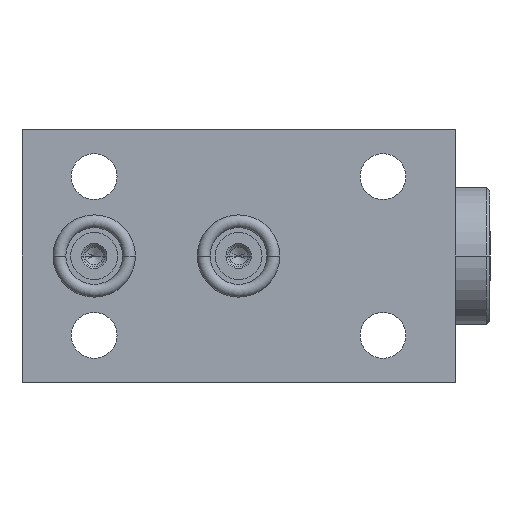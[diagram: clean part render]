
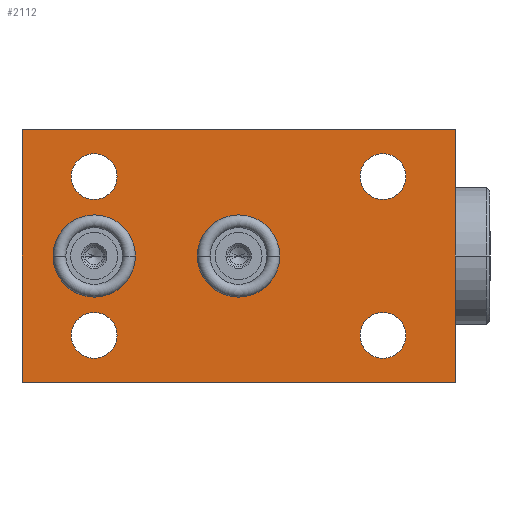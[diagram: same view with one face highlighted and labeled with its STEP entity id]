
A CAD part, front view. The second image highlights one B-rep face of the part: STEP entity #2112.
In plain terms, the highlighted planar face has unit normal (0, -1, 0).
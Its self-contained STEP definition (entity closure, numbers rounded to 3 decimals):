
#488=DIRECTION('',(0.,0.,1.));
#489=VECTOR('',#488,35.);
#490=CARTESIAN_POINT('',(-30.,0.,-17.5));
#491=LINE('',#490,#489);
#492=DIRECTION('',(1.,0.,0.));
#493=VECTOR('',#492,60.);
#494=CARTESIAN_POINT('',(-30.,0.,17.5));
#495=LINE('',#494,#493);
#496=DIRECTION('',(0.,0.,-1.));
#497=VECTOR('',#496,35.);
#498=CARTESIAN_POINT('',(30.,0.,17.5));
#499=LINE('',#498,#497);
#500=DIRECTION('',(-1.,0.,0.));
#501=VECTOR('',#500,60.);
#502=CARTESIAN_POINT('',(30.,0.,-17.5));
#503=LINE('',#502,#501);
#504=CARTESIAN_POINT('',(20.,0.,11.));
#505=DIRECTION('',(0.,-1.,0.));
#506=DIRECTION('',(1.,0.,0.));
#507=AXIS2_PLACEMENT_3D('',#504,#505,#506);
#509=CARTESIAN_POINT('',(20.,0.,11.));
#510=DIRECTION('',(0.,-1.,0.));
#511=DIRECTION('',(-1.,0.,0.));
#512=AXIS2_PLACEMENT_3D('',#509,#510,#511);
#514=CARTESIAN_POINT('',(-20.,0.,11.));
#515=DIRECTION('',(0.,-1.,0.));
#516=DIRECTION('',(1.,0.,0.));
#517=AXIS2_PLACEMENT_3D('',#514,#515,#516);
#519=CARTESIAN_POINT('',(-20.,0.,11.));
#520=DIRECTION('',(0.,-1.,0.));
#521=DIRECTION('',(-1.,0.,0.));
#522=AXIS2_PLACEMENT_3D('',#519,#520,#521);
#524=CARTESIAN_POINT('',(20.,0.,-11.));
#525=DIRECTION('',(0.,-1.,0.));
#526=DIRECTION('',(1.,0.,0.));
#527=AXIS2_PLACEMENT_3D('',#524,#525,#526);
#529=CARTESIAN_POINT('',(20.,0.,-11.));
#530=DIRECTION('',(0.,-1.,0.));
#531=DIRECTION('',(-1.,0.,0.));
#532=AXIS2_PLACEMENT_3D('',#529,#530,#531);
#534=CARTESIAN_POINT('',(-20.,0.,-11.));
#535=DIRECTION('',(0.,-1.,0.));
#536=DIRECTION('',(1.,0.,0.));
#537=AXIS2_PLACEMENT_3D('',#534,#535,#536);
#539=CARTESIAN_POINT('',(-20.,0.,-11.));
#540=DIRECTION('',(0.,-1.,0.));
#541=DIRECTION('',(-1.,0.,0.));
#542=AXIS2_PLACEMENT_3D('',#539,#540,#541);
#544=CARTESIAN_POINT('',(0.,0.,0.));
#545=DIRECTION('',(0.,-1.,0.));
#546=DIRECTION('',(-1.,0.,0.));
#547=AXIS2_PLACEMENT_3D('',#544,#545,#546);
#549=CARTESIAN_POINT('',(0.,0.,0.));
#550=DIRECTION('',(0.,-1.,0.));
#551=DIRECTION('',(1.,0.,0.));
#552=AXIS2_PLACEMENT_3D('',#549,#550,#551);
#554=CARTESIAN_POINT('',(-20.,0.,0.));
#555=DIRECTION('',(0.,-1.,0.));
#556=DIRECTION('',(-1.,0.,0.));
#557=AXIS2_PLACEMENT_3D('',#554,#555,#556);
#559=CARTESIAN_POINT('',(-20.,0.,0.));
#560=DIRECTION('',(0.,-1.,0.));
#561=DIRECTION('',(1.,0.,0.));
#562=AXIS2_PLACEMENT_3D('',#559,#560,#561);
#1329=CARTESIAN_POINT('',(-30.,0.,-17.5));
#1330=CARTESIAN_POINT('',(-30.,0.,17.5));
#1331=VERTEX_POINT('',#1329);
#1332=VERTEX_POINT('',#1330);
#1333=CARTESIAN_POINT('',(30.,0.,17.5));
#1334=VERTEX_POINT('',#1333);
#1335=CARTESIAN_POINT('',(30.,0.,-17.5));
#1336=VERTEX_POINT('',#1335);
#1345=CARTESIAN_POINT('',(23.175,0.,11.));
#1346=CARTESIAN_POINT('',(16.825,0.,11.));
#1347=VERTEX_POINT('',#1345);
#1348=VERTEX_POINT('',#1346);
#1349=CARTESIAN_POINT('',(-16.825,0.,11.));
#1350=CARTESIAN_POINT('',(-23.175,0.,11.));
#1351=VERTEX_POINT('',#1349);
#1352=VERTEX_POINT('',#1350);
#1353=CARTESIAN_POINT('',(23.175,0.,-11.));
#1354=CARTESIAN_POINT('',(16.825,0.,-11.));
#1355=VERTEX_POINT('',#1353);
#1356=VERTEX_POINT('',#1354);
#1357=CARTESIAN_POINT('',(-16.825,0.,-11.));
#1358=CARTESIAN_POINT('',(-23.175,0.,-11.));
#1359=VERTEX_POINT('',#1357);
#1360=VERTEX_POINT('',#1358);
#1459=CARTESIAN_POINT('',(-5.703,0.,0.));
#1460=VERTEX_POINT('',#1459);
#1461=CARTESIAN_POINT('',(5.703,0.,0.));
#1462=VERTEX_POINT('',#1461);
#1489=CARTESIAN_POINT('',(-25.703,0.,0.));
#1490=VERTEX_POINT('',#1489);
#1491=CARTESIAN_POINT('',(-14.298,0.,0.));
#1492=VERTEX_POINT('',#1491);
#2062=CARTESIAN_POINT('',(0.,0.,0.));
#2063=DIRECTION('',(0.,1.,0.));
#2064=DIRECTION('',(1.,0.,0.));
#2065=AXIS2_PLACEMENT_3D('',#2062,#2063,#2064);
#2066=PLANE('',#2065);
#2067=ORIENTED_EDGE('',*,*,#2052,.T.);
#2069=ORIENTED_EDGE('',*,*,#2068,.T.);
#2071=ORIENTED_EDGE('',*,*,#2070,.T.);
#2073=ORIENTED_EDGE('',*,*,#2072,.T.);
#2074=EDGE_LOOP('',(#2067,#2069,#2071,#2073));
#2075=FACE_OUTER_BOUND('',#2074,.F.);
#2077=ORIENTED_EDGE('',*,*,#2076,.T.);
#2079=ORIENTED_EDGE('',*,*,#2078,.T.);
#2080=EDGE_LOOP('',(#2077,#2079));
#2081=FACE_BOUND('',#2080,.F.);
#2083=ORIENTED_EDGE('',*,*,#2082,.T.);
#2085=ORIENTED_EDGE('',*,*,#2084,.T.);
#2086=EDGE_LOOP('',(#2083,#2085));
#2087=FACE_BOUND('',#2086,.F.);
#2089=ORIENTED_EDGE('',*,*,#2088,.T.);
#2091=ORIENTED_EDGE('',*,*,#2090,.T.);
#2092=EDGE_LOOP('',(#2089,#2091));
#2093=FACE_BOUND('',#2092,.F.);
#2095=ORIENTED_EDGE('',*,*,#2094,.T.);
#2097=ORIENTED_EDGE('',*,*,#2096,.T.);
#2098=EDGE_LOOP('',(#2095,#2097));
#2099=FACE_BOUND('',#2098,.F.);
#2101=ORIENTED_EDGE('',*,*,#2100,.T.);
#2103=ORIENTED_EDGE('',*,*,#2102,.T.);
#2104=EDGE_LOOP('',(#2101,#2103));
#2105=FACE_BOUND('',#2104,.F.);
#2107=ORIENTED_EDGE('',*,*,#2106,.T.);
#2109=ORIENTED_EDGE('',*,*,#2108,.T.);
#2110=EDGE_LOOP('',(#2107,#2109));
#2111=FACE_BOUND('',#2110,.F.);
#2112=ADVANCED_FACE('',(#2075,#2081,#2087,#2093,#2099,#2105,#2111),#2066,.F.);
#508=CIRCLE('',#507,3.175);
#513=CIRCLE('',#512,3.175);
#518=CIRCLE('',#517,3.175);
#523=CIRCLE('',#522,3.175);
#528=CIRCLE('',#527,3.175);
#533=CIRCLE('',#532,3.175);
#538=CIRCLE('',#537,3.175);
#543=CIRCLE('',#542,3.175);
#548=CIRCLE('',#547,5.703);
#553=CIRCLE('',#552,5.703);
#558=CIRCLE('',#557,5.703);
#563=CIRCLE('',#562,5.703);
#2052=EDGE_CURVE('',#1331,#1332,#491,.T.);
#2068=EDGE_CURVE('',#1332,#1334,#495,.T.);
#2070=EDGE_CURVE('',#1334,#1336,#499,.T.);
#2072=EDGE_CURVE('',#1336,#1331,#503,.T.);
#2076=EDGE_CURVE('',#1347,#1348,#508,.T.);
#2078=EDGE_CURVE('',#1348,#1347,#513,.T.);
#2082=EDGE_CURVE('',#1351,#1352,#518,.T.);
#2084=EDGE_CURVE('',#1352,#1351,#523,.T.);
#2088=EDGE_CURVE('',#1355,#1356,#528,.T.);
#2090=EDGE_CURVE('',#1356,#1355,#533,.T.);
#2094=EDGE_CURVE('',#1359,#1360,#538,.T.);
#2096=EDGE_CURVE('',#1360,#1359,#543,.T.);
#2100=EDGE_CURVE('',#1460,#1462,#548,.T.);
#2102=EDGE_CURVE('',#1462,#1460,#553,.T.);
#2106=EDGE_CURVE('',#1490,#1492,#558,.T.);
#2108=EDGE_CURVE('',#1492,#1490,#563,.T.);
